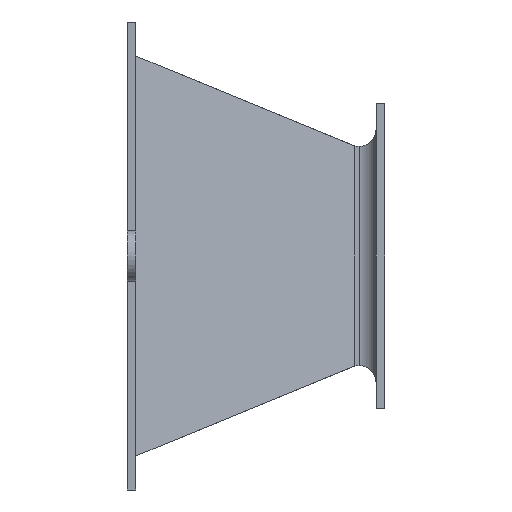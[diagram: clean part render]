
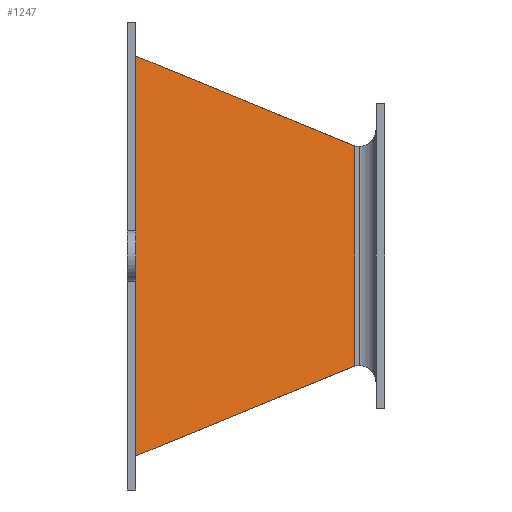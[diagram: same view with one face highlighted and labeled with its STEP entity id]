
A CAD part, left-side view. The second image highlights one B-rep face of the part: STEP entity #1247.
In plain terms, the highlighted planar face has unit normal (-0.966, -0.259, 0).
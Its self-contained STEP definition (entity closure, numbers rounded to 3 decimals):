
#31 = VECTOR ( 'NONE', #58, 1000. ) ;
#58 = DIRECTION ( 'NONE',  ( 0., 0., 1. ) ) ;
#69 = CARTESIAN_POINT ( 'NONE',  ( -29.154, -128.046, -17.623 ) ) ;
#75 = VERTEX_POINT ( 'NONE', #838 ) ;
#90 = VERTEX_POINT ( 'NONE', #1230 ) ;
#113 = VERTEX_POINT ( 'NONE', #684 ) ;
#121 = CARTESIAN_POINT ( 'NONE',  ( -29.263, -127.641, 112.165 ) ) ;
#139 = EDGE_CURVE ( 'NONE', #1187, #113, #756, .T. ) ;
#161 =( BOUNDED_CURVE ( )  B_SPLINE_CURVE ( 3, ( #677, #579, #69, #1079 ),
 .UNSPECIFIED., .F., .F. ) 
 B_SPLINE_CURVE_WITH_KNOTS ( ( 4, 4 ),
 ( 1.18, 1.309 ),
 .UNSPECIFIED. ) 
 CURVE ( )  GEOMETRIC_REPRESENTATION_ITEM ( )  RATIONAL_B_SPLINE_CURVE ( ( 1., 0.999, 0.999, 1. ) ) 
 REPRESENTATION_ITEM ( '' )  );
#237 = EDGE_CURVE ( 'NONE', #1198, #1187, #161, .T. ) ;
#359 = PLANE ( 'NONE',  #1193 ) ;
#421 = CARTESIAN_POINT ( 'NONE',  ( -29.154, -128.046, 112.028 ) ) ;
#425 = EDGE_CURVE ( 'NONE', #90, #1148, #748, .T. ) ;
#454 = CARTESIAN_POINT ( 'NONE',  ( -63.5, 0., 164.677 ) ) ;
#467 = DIRECTION ( 'NONE',  ( 0.259, -0.966, 0. ) ) ;
#469 = VECTOR ( 'NONE', #660, 1000. ) ;
#472 = CARTESIAN_POINT ( 'NONE',  ( -29.043, -128.459, -17.513 ) ) ;
#476 = ORIENTED_EDGE ( 'NONE', *, *, #702, .T. ) ;
#480 = LINE ( 'NONE', #959, #31 ) ;
#509 = VECTOR ( 'NONE', #850, 1000. ) ;
#543 = DIRECTION ( 'NONE',  ( 0.241, -0.898, -0.369 ) ) ;
#546 = CARTESIAN_POINT ( 'NONE',  ( -29.369, -127.245, 112.328 ) ) ;
#550 = ORIENTED_EDGE ( 'NONE', *, *, #425, .F. ) ;
#579 = CARTESIAN_POINT ( 'NONE',  ( -29.263, -127.641, -17.76 ) ) ;
#660 = DIRECTION ( 'NONE',  ( 0., 0., 1. ) ) ;
#669 = FACE_OUTER_BOUND ( 'NONE', #1096, .T. ) ;
#677 = CARTESIAN_POINT ( 'NONE',  ( -29.369, -127.245, -17.923 ) ) ;
#684 = CARTESIAN_POINT ( 'NONE',  ( -29.043, -128.459, 111.918 ) ) ;
#702 = EDGE_CURVE ( 'NONE', #113, #1148, #1265, .T. ) ;
#715 = ORIENTED_EDGE ( 'NONE', *, *, #237, .T. ) ;
#748 = LINE ( 'NONE', #454, #949 ) ;
#756 = LINE ( 'NONE', #1172, #469 ) ;
#838 = CARTESIAN_POINT ( 'NONE',  ( -63.5, 0., -70.273 ) ) ;
#850 = DIRECTION ( 'NONE',  ( 0.241, -0.898, 0.369 ) ) ;
#856 = LINE ( 'NONE', #1043, #509 ) ;
#871 = CARTESIAN_POINT ( 'NONE',  ( -29.369, -127.245, -17.923 ) ) ;
#915 = ORIENTED_EDGE ( 'NONE', *, *, #139, .T. ) ;
#941 = DIRECTION ( 'NONE',  ( -0.966, -0.259, 0. ) ) ;
#949 = VECTOR ( 'NONE', #543, 1000. ) ;
#959 = CARTESIAN_POINT ( 'NONE',  ( -63.5, 0., -70.273 ) ) ;
#1026 = CARTESIAN_POINT ( 'NONE',  ( -29.043, -128.459, 111.918 ) ) ;
#1030 = ORIENTED_EDGE ( 'NONE', *, *, #1044, .F. ) ;
#1043 = CARTESIAN_POINT ( 'NONE',  ( -63.5, 0., -70.273 ) ) ;
#1044 = EDGE_CURVE ( 'NONE', #75, #90, #480, .T. ) ;
#1079 = CARTESIAN_POINT ( 'NONE',  ( -29.043, -128.459, -17.513 ) ) ;
#1096 = EDGE_LOOP ( 'NONE', ( #715, #915, #476, #550, #1030, #1110 ) ) ;
#1110 = ORIENTED_EDGE ( 'NONE', *, *, #1233, .T. ) ;
#1148 = VERTEX_POINT ( 'NONE', #1288 ) ;
#1161 = CARTESIAN_POINT ( 'NONE',  ( -59.238, -15.889, 0. ) ) ;
#1172 = CARTESIAN_POINT ( 'NONE',  ( -29.043, -128.459, 106.649 ) ) ;
#1187 = VERTEX_POINT ( 'NONE', #472 ) ;
#1193 = AXIS2_PLACEMENT_3D ( 'NONE', #1161, #941, #467 ) ;
#1198 = VERTEX_POINT ( 'NONE', #871 ) ;
#1230 = CARTESIAN_POINT ( 'NONE',  ( -63.5, 0., 164.677 ) ) ;
#1233 = EDGE_CURVE ( 'NONE', #75, #1198, #856, .T. ) ;
#1247 = ADVANCED_FACE ( 'NONE', ( #669 ), #359, .T. ) ;
#1265 =( BOUNDED_CURVE ( )  B_SPLINE_CURVE ( 3, ( #1026, #421, #121, #546 ),
 .UNSPECIFIED., .F., .F. ) 
 B_SPLINE_CURVE_WITH_KNOTS ( ( 4, 4 ),
 ( 1.833, 1.961 ),
 .UNSPECIFIED. ) 
 CURVE ( )  GEOMETRIC_REPRESENTATION_ITEM ( )  RATIONAL_B_SPLINE_CURVE ( ( 1., 0.999, 0.999, 1. ) ) 
 REPRESENTATION_ITEM ( '' )  );
#1288 = CARTESIAN_POINT ( 'NONE',  ( -29.369, -127.245, 112.328 ) ) ;
